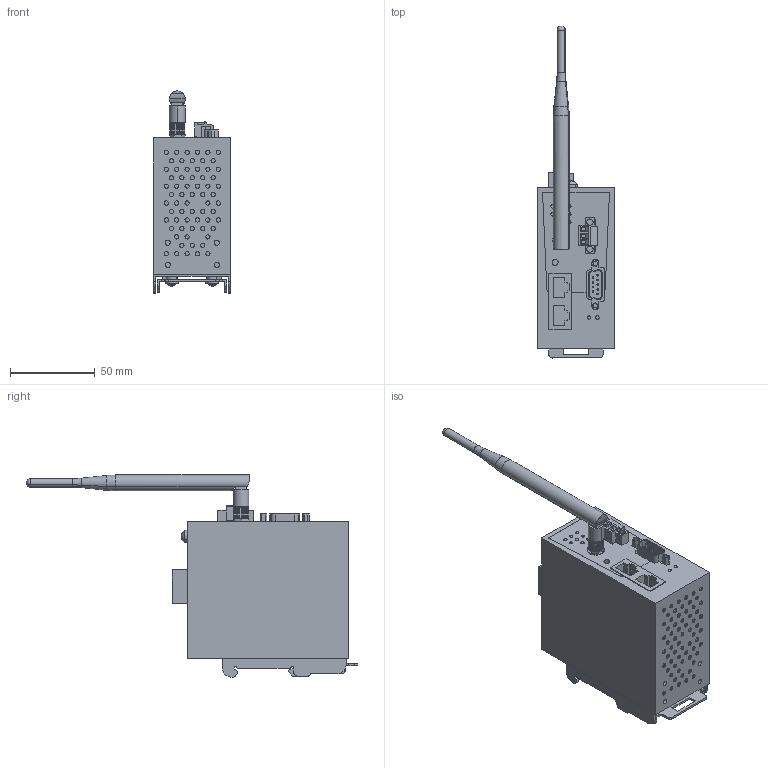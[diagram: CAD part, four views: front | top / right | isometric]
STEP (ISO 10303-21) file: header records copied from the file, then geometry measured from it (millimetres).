
FILE_DESCRIPTION(('CATIA V5 STEP Exchange','CAx-IF Rec.Pracs.--- Model Styling and Organization---1.4--- 2014-01-23'),'2;1');
FILE_NAME ('D1491133_0', '2021-06-25T07:45:46+00:00', ('none'), ('Weidmueller'), 'CATIA Version 5-6 Release 2016 SP3 HF44', 'CATIA V5 STEP AP214', 'none');
FILE_SCHEMA(('AUTOMOTIVE_DESIGN { 1 0 10303 214 1 1 1 1 }'));
Length unit declared in the file: millimetre
Products named in the file (1): S3D_IE_SR_2TX_WL
Bounding box: 45 x 196.1 x 119.48 mm (x, y, z)
Volume: 360715.8 mm3; surface area: 64929.2 mm2
Topology: 29 solids, 29 shells, 1371 faces, 3344 edges, 2224 vertices
Faces by surface type: plane 779, cylinder 494, extrusion 68, cone 14, revolution 10, sphere 4, torus 2
Entity records: 39507 total; most frequent: CARTESIAN_POINT 8206, ORIENTED_EDGE 6684, DIRECTION 4728, EDGE_CURVE 3342, VERTEX_POINT 2224, VECTOR 2032, LINE 1964, AXIS2_PLACEMENT_3D 1898
